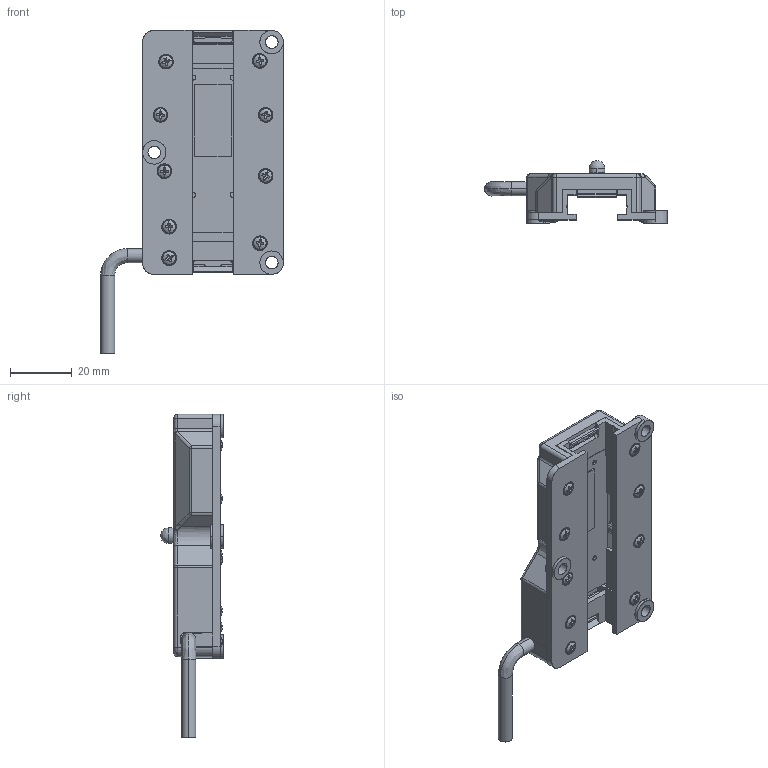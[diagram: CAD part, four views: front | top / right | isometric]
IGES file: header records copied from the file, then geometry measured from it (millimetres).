
Start section: SolidWorks IGES file using analytic representation for surfaces
Global section: file name: 701-1900-xxx Encoder.IGS; native system: SolidWorks 2018; preprocessor: SolidWorks 2018; author: mike; date: 190128.131021; units: inch
Bounding box: 59.3 x 20.37 x 104.94 mm (x, y, z)
Surface area: 24850.7 mm2 (no closed solid volume)
Topology: 0 solids, 0 shells, 968 faces, 9308 edges, 9301 vertices
Faces by surface type: bspline 618, revolution 350
